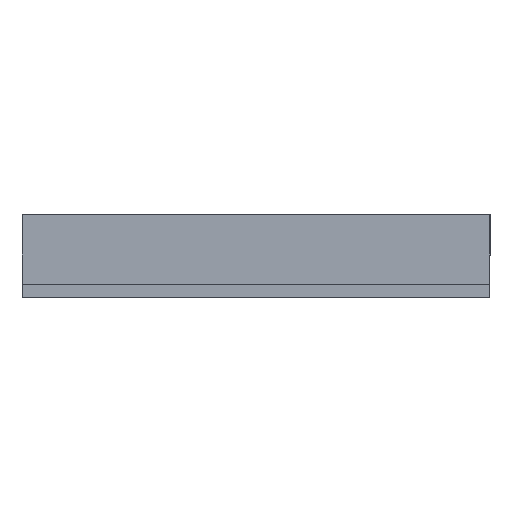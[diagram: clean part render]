
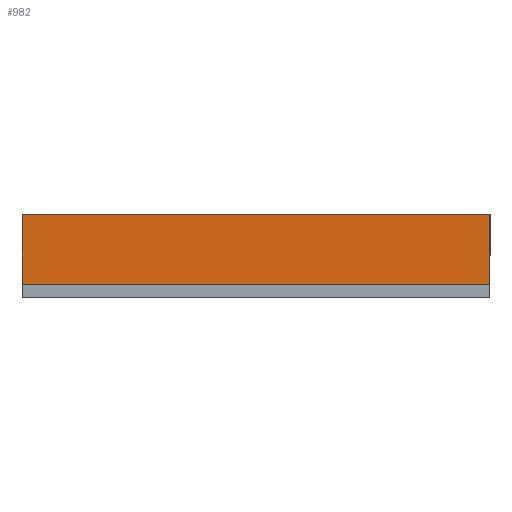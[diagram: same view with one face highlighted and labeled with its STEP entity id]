
A CAD part, top view. The second image highlights one B-rep face of the part: STEP entity #982.
In plain terms, the highlighted planar face has unit normal (0, 0, 1).
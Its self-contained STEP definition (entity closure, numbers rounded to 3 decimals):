
#2 = EDGE_LOOP ( 'NONE', ( #1165, #129, #680, #590 ) ) ;
#23 = VERTEX_POINT ( 'NONE', #55 ) ;
#55 = CARTESIAN_POINT ( 'NONE',  ( 107., -11., 65.5 ) ) ;
#79 = PLANE ( 'NONE',  #1016 ) ;
#105 = DIRECTION ( 'NONE',  ( 0., -1., 0. ) ) ;
#116 = VECTOR ( 'NONE', #105, 1000. ) ;
#129 = ORIENTED_EDGE ( 'NONE', *, *, #212, .T. ) ;
#146 = VECTOR ( 'NONE', #455, 1000. ) ;
#195 = DIRECTION ( 'NONE',  ( 0., 0., -1. ) ) ;
#212 = EDGE_CURVE ( 'NONE', #255, #23, #1007, .T. ) ;
#225 = VERTEX_POINT ( 'NONE', #930 ) ;
#255 = VERTEX_POINT ( 'NONE', #836 ) ;
#296 = LINE ( 'NONE', #886, #556 ) ;
#429 = CARTESIAN_POINT ( 'NONE',  ( 107., 5., 65.5 ) ) ;
#433 = CARTESIAN_POINT ( 'NONE',  ( 107., 5., 65.5 ) ) ;
#455 = DIRECTION ( 'NONE',  ( 1., 0., 0. ) ) ;
#473 = CARTESIAN_POINT ( 'NONE',  ( 0., 5., 65.5 ) ) ;
#487 = DIRECTION ( 'NONE',  ( 1., 0., 0. ) ) ;
#556 = VECTOR ( 'NONE', #487, 1000. ) ;
#565 = EDGE_CURVE ( 'NONE', #225, #255, #961, .T. ) ;
#590 = ORIENTED_EDGE ( 'NONE', *, *, #1054, .F. ) ;
#633 = CARTESIAN_POINT ( 'NONE',  ( 107., -11., 65.5 ) ) ;
#656 = VERTEX_POINT ( 'NONE', #429 ) ;
#680 = ORIENTED_EDGE ( 'NONE', *, *, #742, .F. ) ;
#742 = EDGE_CURVE ( 'NONE', #656, #23, #805, .T. ) ;
#765 = CARTESIAN_POINT ( 'NONE',  ( 0., 5., 65.5 ) ) ;
#805 = LINE ( 'NONE', #433, #962 ) ;
#836 = CARTESIAN_POINT ( 'NONE',  ( 0., -11., 65.5 ) ) ;
#853 = DIRECTION ( 'NONE',  ( -1., 0., 0. ) ) ;
#886 = CARTESIAN_POINT ( 'NONE',  ( 0., 5., 65.5 ) ) ;
#930 = CARTESIAN_POINT ( 'NONE',  ( 0., 5., 65.5 ) ) ;
#954 = FACE_OUTER_BOUND ( 'NONE', #2, .T. ) ;
#961 = LINE ( 'NONE', #765, #116 ) ;
#962 = VECTOR ( 'NONE', #1197, 1000. ) ;
#982 = ADVANCED_FACE ( 'NONE', ( #954 ), #79, .F. ) ;
#1007 = LINE ( 'NONE', #633, #146 ) ;
#1016 = AXIS2_PLACEMENT_3D ( 'NONE', #473, #195, #853 ) ;
#1054 = EDGE_CURVE ( 'NONE', #225, #656, #296, .T. ) ;
#1165 = ORIENTED_EDGE ( 'NONE', *, *, #565, .T. ) ;
#1197 = DIRECTION ( 'NONE',  ( 0., -1., 0. ) ) ;
